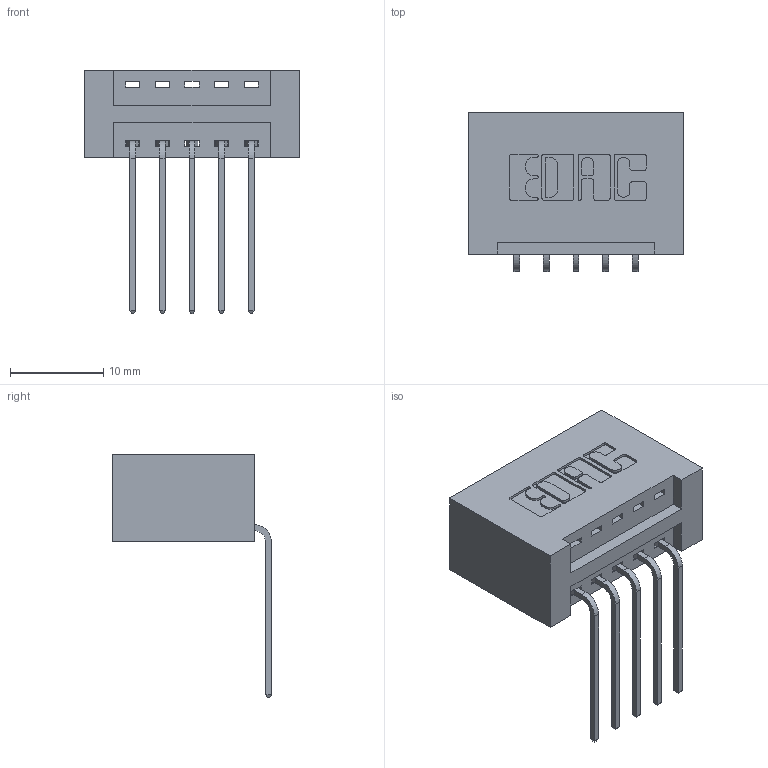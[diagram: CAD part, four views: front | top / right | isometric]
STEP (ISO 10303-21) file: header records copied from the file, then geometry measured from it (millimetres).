
FILE_DESCRIPTION (( 'STEP AP203' ), '1' );
FILE_NAME ('346-005-559-101.STEP', '2018-08-17T02:36:26', ( '' ), ( '' ), 'SwSTEP 2.0', 'SolidWorks 2016', '' );
FILE_SCHEMA (( 'CONFIG_CONTROL_DESIGN' ));
Length unit declared in the file: inch
Products named in the file (3): 346 Part_No Mounting Lugs; 345-292-001_558 559 Tail - 1; 346-005-559-101
Assembly tree (6 placements, depth 2):
  346-005-559-101
    346 Part_No Mounting Lugs
    345-292-001_558 559 Tail - 1  x5
Bounding box: 23.11 x 17.08 x 26.16 mm (x, y, z)
Volume: 2523.7 mm3; surface area: 2929.5 mm2
Topology: 6 solids, 6 shells, 414 faces, 1215 edges, 802 vertices
Faces by surface type: plane 282, cylinder 132
Entity records: 7891 total; most frequent: CARTESIAN_POINT 1371, ORIENTED_EDGE 1310, DIRECTION 1249, EDGE_CURVE 655, LINE 511, VECTOR 511, VERTEX_POINT 434, AXIS2_PLACEMENT_3D 369
